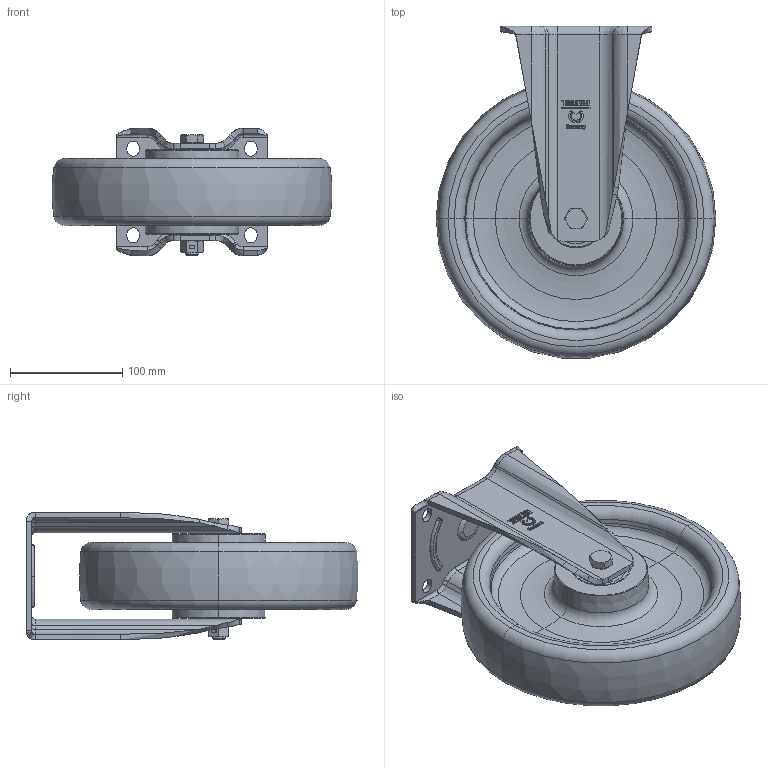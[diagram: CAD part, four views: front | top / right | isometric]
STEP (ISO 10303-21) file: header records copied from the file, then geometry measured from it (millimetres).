
FILE_DESCRIPTION (( 'STEP AP214' ), '1' );
FILE_NAME ('0023355_B-IM-PAM-250-K.STEP', '2015-06-23T08:36:26', ( '' ), ( '' ), 'SwSTEP 2.0', 'SolidWorks 2014', '' );
FILE_SCHEMA (( 'AUTOMOTIVE_DESIGN' ));
Length unit declared in the file: millimetre
Products named in the file (1): 0023355_B-IM-PAM-250-K
Bounding box: 249.66 x 296.15 x 114 mm (x, y, z)
Volume: 2093384.7 mm3; surface area: 316729.8 mm2
Topology: 15 solids, 15 shells, 724 faces, 1736 edges, 1080 vertices
Faces by surface type: plane 336, cylinder 230, torus 80, bspline 50, cone 28
Entity records: 31000 total; most frequent: CARTESIAN_POINT 5883, DIRECTION 3632, ORIENTED_EDGE 3464, EDGE_CURVE 1732, AXIS2_PLACEMENT_3D 1319, VERTEX_POINT 1080, LINE 994, VECTOR 994
